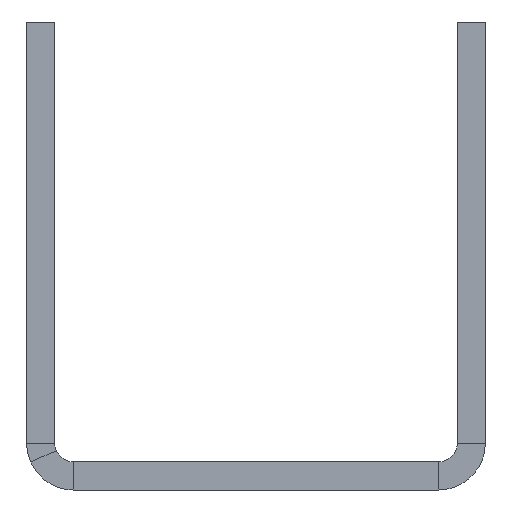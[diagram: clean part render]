
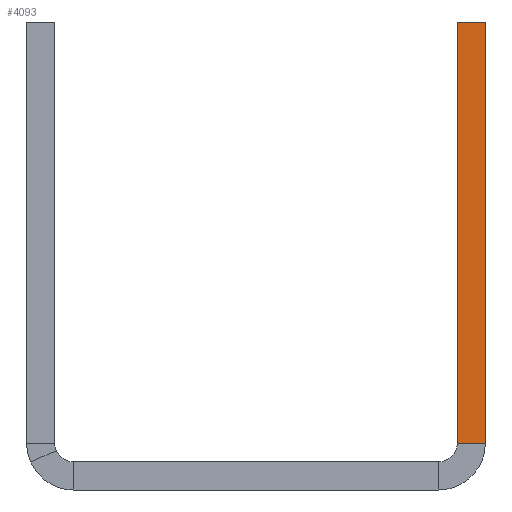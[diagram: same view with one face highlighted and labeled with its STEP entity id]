
A CAD part, left-side view. The second image highlights one B-rep face of the part: STEP entity #4093.
In plain terms, the highlighted planar face has unit normal (-1, 0, 0).
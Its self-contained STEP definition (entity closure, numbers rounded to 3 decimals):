
#264 = VECTOR ( 'NONE', #5048, 1000. ) ;
#311 = VECTOR ( 'NONE', #5853, 1000. ) ;
#511 = CARTESIAN_POINT ( 'NONE',  ( -245., -10.75, 0. ) ) ;
#832 = EDGE_LOOP ( 'NONE', ( #2823, #1715, #5210, #6396 ) ) ;
#890 = VECTOR ( 'NONE', #2076, 1000. ) ;
#1595 = CARTESIAN_POINT ( 'NONE',  ( -245., -9.75, 2.5 ) ) ;
#1614 = CARTESIAN_POINT ( 'NONE',  ( -245., -10.75, 2.5 ) ) ;
#1705 = LINE ( 'NONE', #5028, #264 ) ;
#1715 = ORIENTED_EDGE ( 'NONE', *, *, #3560, .T. ) ;
#2060 = PLANE ( 'NONE',  #2784 ) ;
#2076 = DIRECTION ( 'NONE',  ( 0., 0., 1. ) ) ;
#2309 = VERTEX_POINT ( 'NONE', #1614 ) ;
#2464 = CARTESIAN_POINT ( 'NONE',  ( -245., -12.25, 25. ) ) ;
#2650 = FACE_OUTER_BOUND ( 'NONE', #832, .T. ) ;
#2784 = AXIS2_PLACEMENT_3D ( 'NONE', #1595, #5779, #4783 ) ;
#2818 = VECTOR ( 'NONE', #4654, 1000. ) ;
#2823 = ORIENTED_EDGE ( 'NONE', *, *, #4118, .F. ) ;
#2858 = EDGE_CURVE ( 'NONE', #3772, #6448, #4755, .T. ) ;
#3560 = EDGE_CURVE ( 'NONE', #2309, #3772, #1705, .T. ) ;
#3772 = VERTEX_POINT ( 'NONE', #6857 ) ;
#4093 = ADVANCED_FACE ( 'NONE', ( #2650 ), #2060, .F. ) ;
#4118 = EDGE_CURVE ( 'NONE', #2309, #5851, #6916, .T. ) ;
#4647 = CARTESIAN_POINT ( 'NONE',  ( -245., -10.75, 25. ) ) ;
#4654 = DIRECTION ( 'NONE',  ( 0., 1., 0. ) ) ;
#4755 = LINE ( 'NONE', #5350, #890 ) ;
#4783 = DIRECTION ( 'NONE',  ( 0., 0., -1. ) ) ;
#5028 = CARTESIAN_POINT ( 'NONE',  ( -245., -10.75, 2.5 ) ) ;
#5048 = DIRECTION ( 'NONE',  ( 0., -1., 0. ) ) ;
#5201 = EDGE_CURVE ( 'NONE', #6448, #5851, #6325, .T. ) ;
#5210 = ORIENTED_EDGE ( 'NONE', *, *, #2858, .T. ) ;
#5350 = CARTESIAN_POINT ( 'NONE',  ( -245., -12.25, 0. ) ) ;
#5779 = DIRECTION ( 'NONE',  ( 1., 0., 0. ) ) ;
#5851 = VERTEX_POINT ( 'NONE', #4647 ) ;
#5853 = DIRECTION ( 'NONE',  ( 0., 0., 1. ) ) ;
#6303 = CARTESIAN_POINT ( 'NONE',  ( -245., -12.25, 25. ) ) ;
#6325 = LINE ( 'NONE', #2464, #2818 ) ;
#6396 = ORIENTED_EDGE ( 'NONE', *, *, #5201, .T. ) ;
#6448 = VERTEX_POINT ( 'NONE', #6303 ) ;
#6857 = CARTESIAN_POINT ( 'NONE',  ( -245., -12.25, 2.5 ) ) ;
#6916 = LINE ( 'NONE', #511, #311 ) ;
